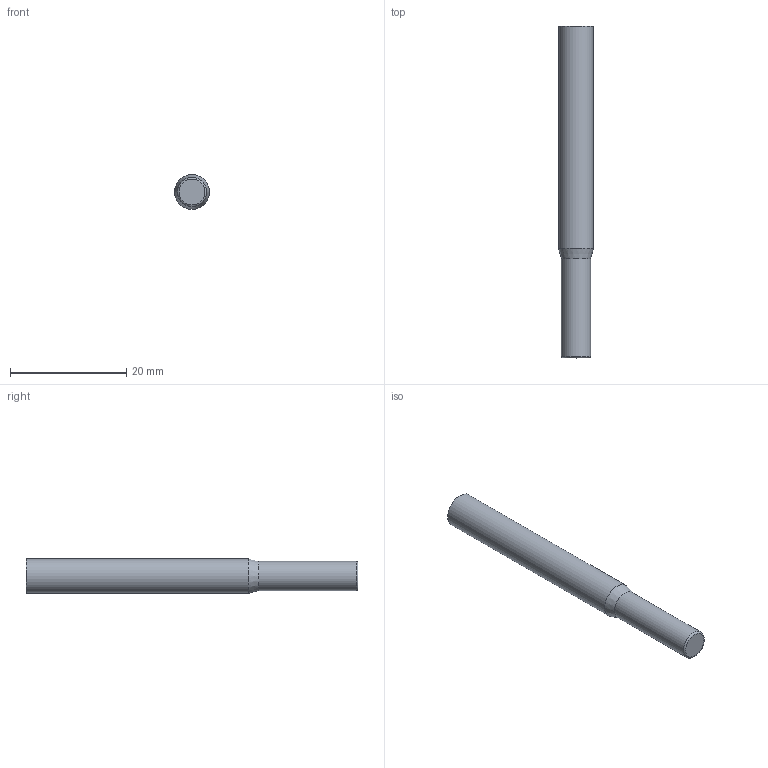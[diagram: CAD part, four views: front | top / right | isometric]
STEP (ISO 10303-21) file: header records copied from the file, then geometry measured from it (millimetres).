
FILE_DESCRIPTION(('OPEN MIND Model'),'2;1');
FILE_NAME('OPEN MIND Shape Model','2020-06-25T14:11:22',('Author'),( 'hyperCAD-S '),'hyperCAD-S STEP processor 6.6','hyperCAD-S 1.0' ,'Unknown');
FILE_SCHEMA(('AUTOMOTIVE_DESIGN { 1 0 10303 214 1 1 1 1 }'));
Length unit declared in the file: millimetre
Products named in the file (14): Product 10; Product 10.1; Product 10.2; Product 10.3; Product 10.4; Product 10.5; Product 10.6; Product 10.7; Product 10.8; Product 10.9; Product 10.10; Product 10.11; Product 10.12; Product 10.13
Assembly tree (13 placements, depth 2):
  Product 10
    Product 10.1
    Product 10.2
    Product 10.3
    Product 10.4
    Product 10.5
    Product 10.6
    Product 10.7
    Product 10.8
    Product 10.9
    Product 10.10
    Product 10.11
    Product 10.12
    Product 10.13
Bounding box: 6 x 57 x 6 mm (x, y, z)
Surface area: 2130.1 mm2
Topology: 2 solids, 2 shells, 12 faces, 30 edges, 34 vertices
Faces by surface type: plane 4, cylinder 4, cone 2, torus 2
Full cylindrical faces by diameter (mm): 5 x2, 6 x2
Entity records: 891 total; most frequent: CARTESIAN_POINT 132, DIRECTION 131, LINE 48, VECTOR 48, AXIS2_PLACEMENT_3D 40, ORIENTED_EDGE 36, PCURVE 36, DEFINITIONAL_REPRESENTATION 36
